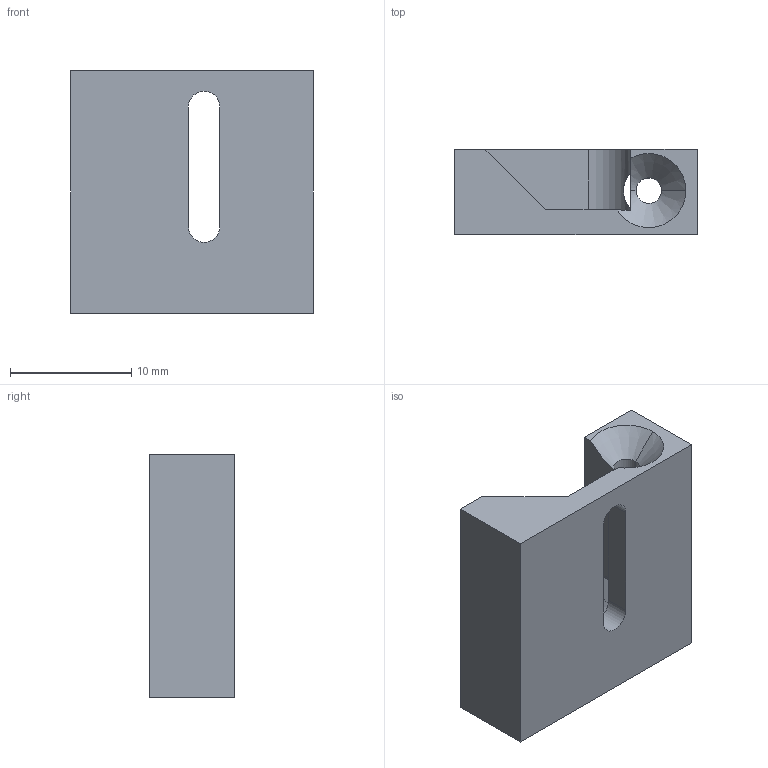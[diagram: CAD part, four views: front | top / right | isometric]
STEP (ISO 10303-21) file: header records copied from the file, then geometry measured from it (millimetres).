
FILE_DESCRIPTION(/* description */ ('STEP AP214),/* implementation_level */ '2;1');
FILE_NAME(/* name */ '11-tube-tensioner.step',/* time_stamp */ '2025-05-03T11:55:30+02:00',/* author */ (''),/* organization */ (''),/* preprocessor_version */ 'ST-DEVELOPER v20.1',/* originating_system */ 'Autodesk Translation Framework v14.4.0.0',/* authorisation */ '');
FILE_SCHEMA (('AUTOMOTIVE_DESIGN { 1 0 10303 214 3 1 1 }'));
Length unit declared in the file: millimetre
Products named in the file (1): 11-tube-tensioner
Bounding box: 20 x 7 x 20 mm (x, y, z)
Volume: 1808 mm3; surface area: 1606.8 mm2
Topology: 1 solids, 1 shells, 24 faces, 65 edges, 42 vertices
Faces by surface type: plane 13, cylinder 7, cone 4
Entity records: 834 total; most frequent: CARTESIAN_POINT 175, ORIENTED_EDGE 130, DIRECTION 128, EDGE_CURVE 65, AXIS2_PLACEMENT_3D 43, LINE 42, VECTOR 42, VERTEX_POINT 42
